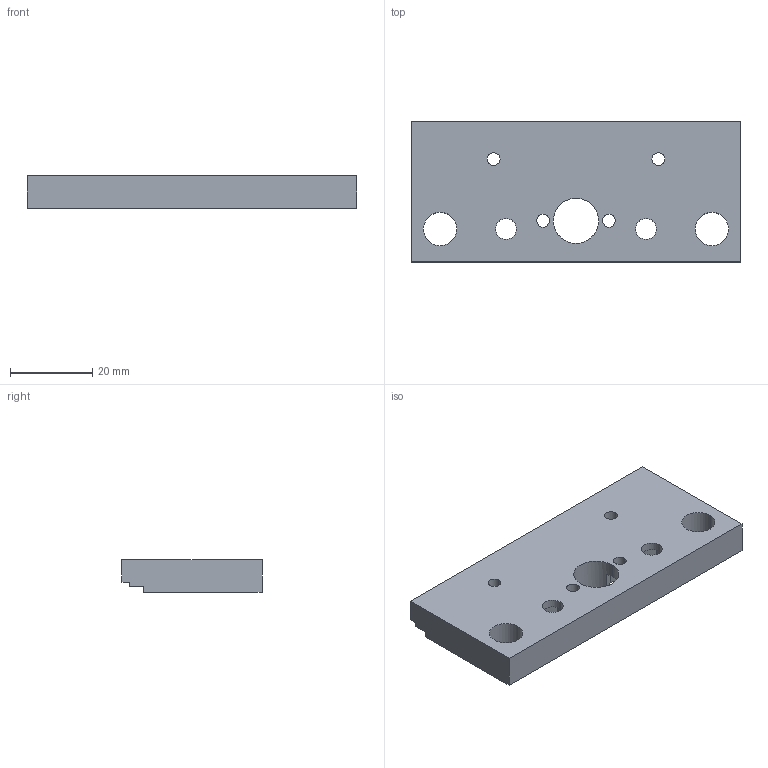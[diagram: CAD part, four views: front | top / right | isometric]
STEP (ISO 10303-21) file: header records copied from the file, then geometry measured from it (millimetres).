
FILE_DESCRIPTION (( 'STEP AP214' ), '1' );
FILE_NAME ('CNC加工件-嘉立创-v1.2.1-活动-20250901.STEP', '2025-09-01T04:33:22', ( '' ), ( '' ), 'SwSTEP 2.0', 'SolidWorks 2018', '' );
FILE_SCHEMA (( 'AUTOMOTIVE_DESIGN' ));
Length unit declared in the file: millimetre
Products named in the file (1): CNC加工件-嘉立创-v1.2.1-活动-20250901
Bounding box: 80 x 34 x 8 mm (x, y, z)
Volume: 18157.9 mm3; surface area: 8140 mm2
Topology: 1 solids, 1 shells, 60 faces, 168 edges, 112 vertices
Faces by surface type: plane 40, cylinder 20
Entity records: 2006 total; most frequent: CARTESIAN_POINT 341, ORIENTED_EDGE 336, DIRECTION 334, EDGE_CURVE 168, VECTOR 124, LINE 124, VERTEX_POINT 112, AXIS2_PLACEMENT_3D 105
